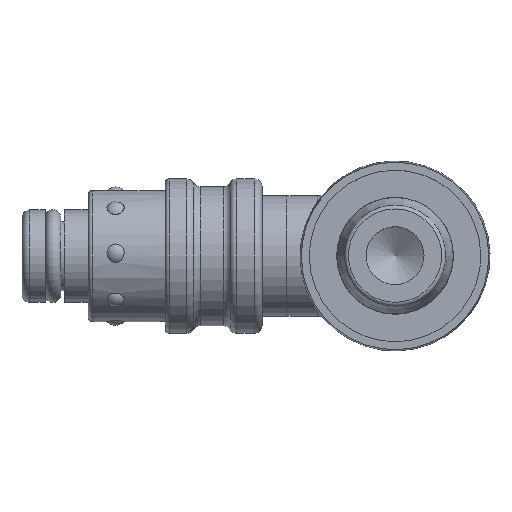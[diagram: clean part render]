
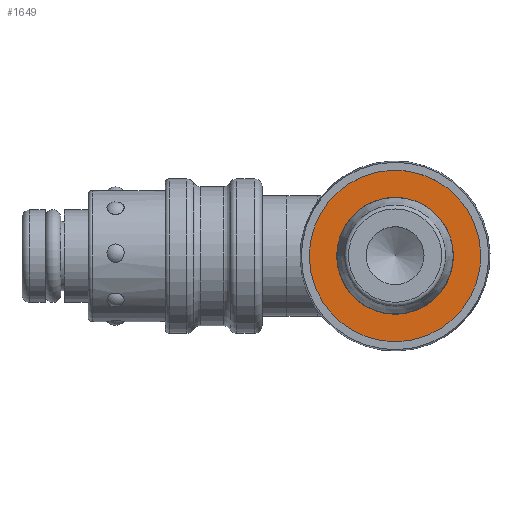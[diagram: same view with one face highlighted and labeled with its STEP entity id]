
A CAD part, top view. The second image highlights one B-rep face of the part: STEP entity #1649.
In plain terms, the highlighted planar face has unit normal (0, 0, 1).
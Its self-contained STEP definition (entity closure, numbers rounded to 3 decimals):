
#102=FACE_BOUND('',#291,.T.);
#124=PLANE('',#1775);
#185=FACE_OUTER_BOUND('',#290,.T.);
#290=EDGE_LOOP('',(#1076));
#291=EDGE_LOOP('',(#1077));
#539=CIRCLE('',#1776,11.1);
#540=CIRCLE('',#1777,7.175);
#672=VERTEX_POINT('',#2555);
#673=VERTEX_POINT('',#2557);
#831=EDGE_CURVE('',#672,#672,#539,.T.);
#832=EDGE_CURVE('',#673,#673,#540,.T.);
#1076=ORIENTED_EDGE('',*,*,#831,.T.);
#1077=ORIENTED_EDGE('',*,*,#832,.F.);
#1649=ADVANCED_FACE('',(#185,#102),#124,.F.);
#1775=AXIS2_PLACEMENT_3D('',#2554,#2024,#2025);
#1776=AXIS2_PLACEMENT_3D('',#2556,#2026,#2027);
#1777=AXIS2_PLACEMENT_3D('',#2558,#2028,#2029);
#2024=DIRECTION('center_axis',(0.,0.,
-1.));
#2025=DIRECTION('ref_axis',(0.527,-0.85,0.));
#2026=DIRECTION('center_axis',(0.,0.,
1.));
#2027=DIRECTION('ref_axis',(0.527,-0.85,0.));
#2028=DIRECTION('center_axis',(0.,0.,
1.));
#2029=DIRECTION('ref_axis',(1.,0.,0.));
#2554=CARTESIAN_POINT('Origin',(48.3,0.,10.8));
#2555=CARTESIAN_POINT('',(42.454,9.436,10.8));
#2556=CARTESIAN_POINT('Origin',(48.3,0.,10.8));
#2557=CARTESIAN_POINT('',(41.125,0.,10.8));
#2558=CARTESIAN_POINT('Origin',(48.3,0.,10.8));
